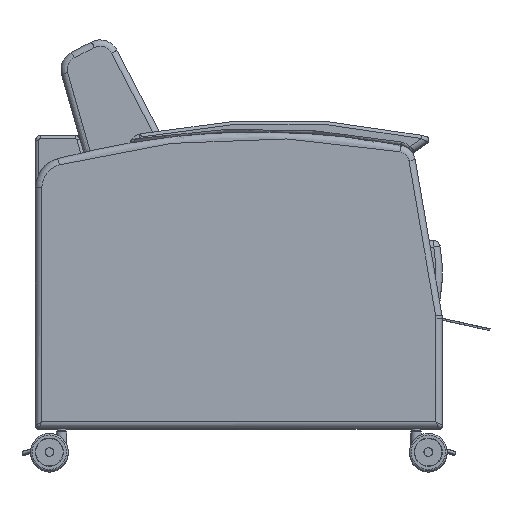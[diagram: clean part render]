
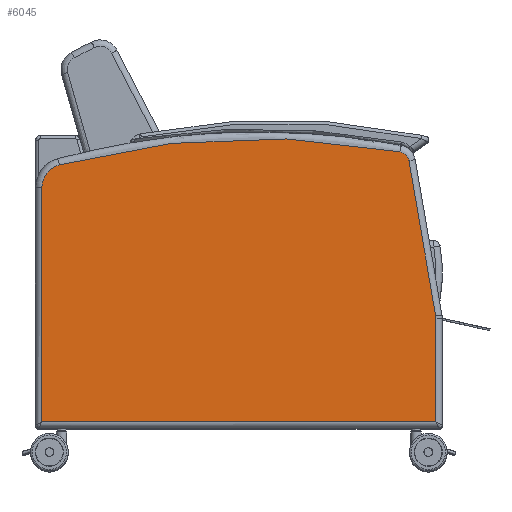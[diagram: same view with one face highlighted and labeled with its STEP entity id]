
A CAD part, top view. The second image highlights one B-rep face of the part: STEP entity #6045.
In plain terms, the highlighted planar face has unit normal (0, 0, 1).
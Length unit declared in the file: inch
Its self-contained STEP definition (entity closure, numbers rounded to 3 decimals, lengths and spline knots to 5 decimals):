
#442=PLANE('',#6650);
#542=LINE('',#9573,#876);
#544=LINE('',#9580,#878);
#549=LINE('',#9684,#883);
#562=LINE('',#9750,#896);
#876=VECTOR('',#7463,0.3937);
#878=VECTOR('',#7471,0.3937);
#883=VECTOR('',#7494,0.3937);
#896=VECTOR('',#7577,0.3937);
#1403=FACE_OUTER_BOUND('',#1836,.T.);
#1836=EDGE_LOOP('',(#4289,#4290,#4291,#4292,#4293,#4294,#4295,#4296));
#2375=CIRCLE('',#6641,1.875);
#2377=CIRCLE('',#6644,0.875);
#2380=CIRCLE('',#6649,0.875);
#2381=CIRCLE('',#6651,59.875);
#2754=VERTEX_POINT('',#9511);
#2760=VERTEX_POINT('',#9572);
#2762=VERTEX_POINT('',#9578);
#2768=VERTEX_POINT('',#9682);
#2784=VERTEX_POINT('',#9740);
#2785=VERTEX_POINT('',#9744);
#2786=VERTEX_POINT('',#9748);
#2787=VERTEX_POINT('',#9752);
#3301=EDGE_CURVE('',#2754,#2760,#542,.T.);
#3305=EDGE_CURVE('',#2762,#2754,#544,.T.);
#3316=EDGE_CURVE('',#2768,#2762,#549,.T.);
#3345=EDGE_CURVE('',#2760,#2784,#2375,.T.);
#3347=EDGE_CURVE('',#2785,#2768,#2377,.T.);
#3349=EDGE_CURVE('',#2786,#2785,#562,.T.);
#3351=EDGE_CURVE('',#2787,#2786,#2380,.T.);
#3352=EDGE_CURVE('',#2784,#2787,#2381,.T.);
#4289=ORIENTED_EDGE('',*,*,#3345,.F.);
#4290=ORIENTED_EDGE('',*,*,#3301,.F.);
#4291=ORIENTED_EDGE('',*,*,#3305,.F.);
#4292=ORIENTED_EDGE('',*,*,#3316,.F.);
#4293=ORIENTED_EDGE('',*,*,#3347,.F.);
#4294=ORIENTED_EDGE('',*,*,#3349,.F.);
#4295=ORIENTED_EDGE('',*,*,#3351,.F.);
#4296=ORIENTED_EDGE('',*,*,#3352,.F.);
#6045=ADVANCED_FACE('',(#1403),#442,.T.);
#6641=AXIS2_PLACEMENT_3D('',#9742,#7565,#7566);
#6644=AXIS2_PLACEMENT_3D('',#9746,#7571,#7572);
#6649=AXIS2_PLACEMENT_3D('',#9754,#7582,#7583);
#6650=AXIS2_PLACEMENT_3D('',#9755,#7584,#7585);
#6651=AXIS2_PLACEMENT_3D('',#9756,#7586,#7587);
#7463=DIRECTION('',(0.,1.,0.));
#7471=DIRECTION('',(-1.,0.,0.));
#7494=DIRECTION('',(0.,-1.,0.));
#7565=DIRECTION('center_axis',(0.,0.,-1.));
#7566=DIRECTION('ref_axis',(-0.95,0.311,0.));
#7571=DIRECTION('center_axis',(0.,0.,-1.));
#7572=DIRECTION('ref_axis',(0.996,0.085,0.));
#7577=DIRECTION('',(0.17,-0.985,0.));
#7582=DIRECTION('center_axis',(0.,0.,-1.));
#7583=DIRECTION('ref_axis',(0.945,0.326,0.));
#7584=DIRECTION('center_axis',(0.,0.,1.));
#7585=DIRECTION('ref_axis',(1.,0.,0.));
#7586=DIRECTION('center_axis',(0.,0.,-1.));
#7587=DIRECTION('ref_axis',(-0.049,0.999,0.));
#9511=CARTESIAN_POINT('',(-31.09647,0.5,2.5));
#9572=CARTESIAN_POINT('',(-31.09647,18.89375,2.5));
#9573=CARTESIAN_POINT('',(-31.09647,14.41474,2.5));
#9578=CARTESIAN_POINT('',(-0.125,0.5,2.5));
#9580=CARTESIAN_POINT('',(-7.84932,0.5,2.5));
#9682=CARTESIAN_POINT('',(-0.125,8.66425,2.5));
#9684=CARTESIAN_POINT('',(-0.125,4.96786,2.5));
#9740=CARTESIAN_POINT('',(-29.7111,20.70369,2.5));
#9742=CARTESIAN_POINT('Origin',(-29.22147,18.89375,2.5));
#9744=CARTESIAN_POINT('',(-0.13777,8.81322,2.5));
#9746=CARTESIAN_POINT('Origin',(-1.,8.66425,2.5));
#9748=CARTESIAN_POINT('',(-2.24807,21.02731,2.5));
#9750=CARTESIAN_POINT('',(-0.45746,10.66351,2.5));
#9752=CARTESIAN_POINT('',(-2.94768,21.7381,2.5));
#9754=CARTESIAN_POINT('Origin',(-3.1103,20.87834,2.5));
#9755=CARTESIAN_POINT('Origin',(-15.69864,9.93573,2.5));
#9756=CARTESIAN_POINT('Origin',(-14.07552,-37.09375,2.5));
